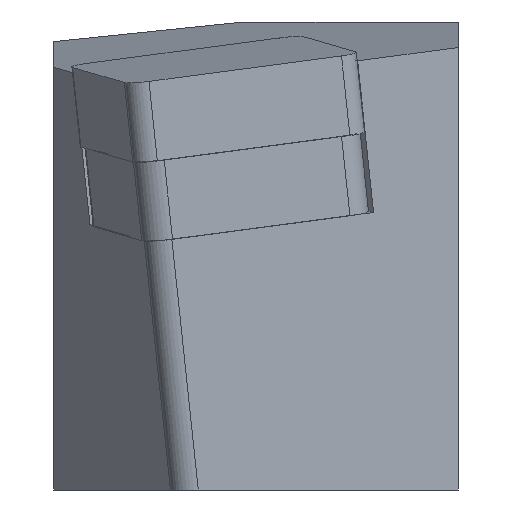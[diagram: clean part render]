
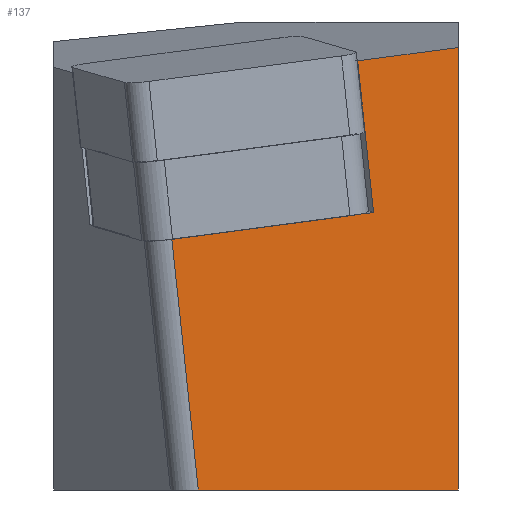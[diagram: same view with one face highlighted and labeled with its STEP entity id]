
A CAD part, left-side view. The second image highlights one B-rep face of the part: STEP entity #137.
In plain terms, the highlighted planar face has unit normal (-0.963, -0.258, -0.075).
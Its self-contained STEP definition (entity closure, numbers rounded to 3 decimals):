
#137=ADVANCED_FACE('',(#198),#171,.F.);
#171=PLANE('',#767);
#198=FACE_OUTER_BOUND('',#233,.T.);
#233=EDGE_LOOP('',(#338,#339,#340,#341,#342,#343,#344));
#338=ORIENTED_EDGE('',*,*,#558,.T.);
#339=ORIENTED_EDGE('',*,*,#556,.F.);
#340=ORIENTED_EDGE('',*,*,#548,.F.);
#341=ORIENTED_EDGE('',*,*,#524,.T.);
#342=ORIENTED_EDGE('',*,*,#536,.T.);
#343=ORIENTED_EDGE('',*,*,#559,.F.);
#344=ORIENTED_EDGE('',*,*,#521,.T.);
#460=VERTEX_POINT('',#998);
#462=VERTEX_POINT('',#1001);
#464=VERTEX_POINT('',#1006);
#465=VERTEX_POINT('',#1008);
#474=VERTEX_POINT('',#1030);
#482=VERTEX_POINT('',#1054);
#487=VERTEX_POINT('',#1071);
#521=EDGE_CURVE('',#462,#460,#610,.T.);
#524=EDGE_CURVE('',#465,#464,#613,.T.);
#536=EDGE_CURVE('',#464,#474,#625,.T.);
#548=EDGE_CURVE('',#465,#482,#637,.T.);
#556=EDGE_CURVE('',#482,#487,#644,.T.);
#558=EDGE_CURVE('',#460,#487,#645,.T.);
#559=EDGE_CURVE('',#462,#474,#646,.T.);
#610=LINE('',#1000,#681);
#613=LINE('',#1007,#684);
#625=LINE('',#1032,#696);
#637=LINE('',#1053,#708);
#644=LINE('',#1070,#715);
#645=LINE('',#1074,#716);
#646=LINE('',#1075,#717);
#681=VECTOR('',#816,1.);
#684=VECTOR('',#821,1.);
#696=VECTOR('',#837,1.);
#708=VECTOR('',#855,1.);
#715=VECTOR('',#872,1.);
#716=VECTOR('',#877,1.);
#717=VECTOR('',#878,1.);
#767=AXIS2_PLACEMENT_3D('',#1076,#879,#880);
#816=DIRECTION('',(-0.247,0.961,-0.127));
#821=DIRECTION('',(-0.077,0.,0.997));
#837=DIRECTION('',(-0.247,0.961,-0.127));
#855=DIRECTION('',(-0.259,0.966,0.));
#872=DIRECTION('',(-0.105,0.104,0.989));
#877=DIRECTION('',(-0.247,0.961,-0.127));
#878=DIRECTION('',(-0.105,0.104,0.989));
#879=DIRECTION('',(0.963,0.258,0.075));
#880=DIRECTION('',(0.259,-0.966,0.));
#998=CARTESIAN_POINT('',(-115.492,-6.898,0.9));
#1000=CARTESIAN_POINT('',(-114.326,-11.423,1.499));
#1001=CARTESIAN_POINT('',(-115.353,-7.44,0.972));
#1006=CARTESIAN_POINT('',(-114.96,-10.793,7.493));
#1007=CARTESIAN_POINT('',(-113.036,-10.793,-17.325));
#1008=CARTESIAN_POINT('',(-113.604,-10.793,-10.));
#1030=CARTESIAN_POINT('',(-115.986,-6.81,6.966));
#1032=CARTESIAN_POINT('',(-115.227,-9.757,7.356));
#1053=CARTESIAN_POINT('',(-113.935,-9.556,-10.));
#1054=CARTESIAN_POINT('',(-116.359,-0.51,-10.));
#1070=CARTESIAN_POINT('',(-132.325,15.369,141.077));
#1071=CARTESIAN_POINT('',(-117.407,0.532,-0.083));
#1074=CARTESIAN_POINT('',(-114.326,-11.423,1.499));
#1075=CARTESIAN_POINT('',(-130.271,7.397,142.132));
#1076=CARTESIAN_POINT('',(-129.245,3.414,142.659));
